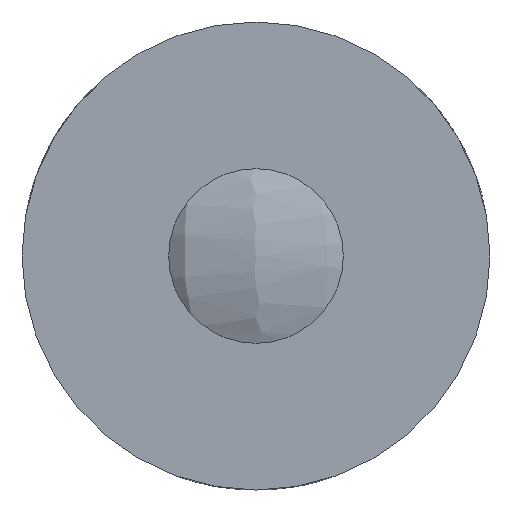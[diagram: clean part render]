
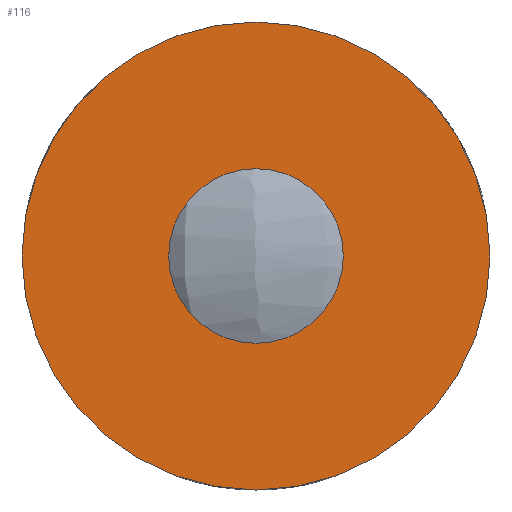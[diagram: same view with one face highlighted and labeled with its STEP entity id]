
A CAD part, left-side view. The second image highlights one B-rep face of the part: STEP entity #116.
In plain terms, the highlighted planar face has unit normal (-1, 0, 0).
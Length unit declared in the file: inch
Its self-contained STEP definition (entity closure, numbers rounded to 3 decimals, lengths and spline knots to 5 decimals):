
#12 = CARTESIAN_POINT ( 'NONE',  ( -2.375, 0., 0. ) ) ;
#15 = FACE_BOUND ( 'NONE', #374, .T. ) ;
#36 = VERTEX_POINT ( 'NONE', #106 ) ;
#106 = CARTESIAN_POINT ( 'NONE',  ( -2.375, 0., 0.13616 ) ) ;
#116 = ADVANCED_FACE ( 'NONE', ( #15, #407 ), #698, .T. ) ;
#140 = DIRECTION ( 'NONE',  ( 0., 0., 1. ) ) ;
#168 = CIRCLE ( 'NONE', #693, 0.365 ) ;
#195 = ORIENTED_EDGE ( 'NONE', *, *, #749, .F. ) ;
#244 = DIRECTION ( 'NONE',  ( 1., 0., 0. ) ) ;
#324 = ORIENTED_EDGE ( 'NONE', *, *, #612, .T. ) ;
#350 = AXIS2_PLACEMENT_3D ( 'NONE', #710, #535, #636 ) ;
#374 = EDGE_LOOP ( 'NONE', ( #324 ) ) ;
#400 = AXIS2_PLACEMENT_3D ( 'NONE', #418, #649, #140 ) ;
#407 = FACE_OUTER_BOUND ( 'NONE', #661, .T. ) ;
#418 = CARTESIAN_POINT ( 'NONE',  ( -2.375, 0., 0. ) ) ;
#443 = CARTESIAN_POINT ( 'NONE',  ( -2.375, 0., -0.365 ) ) ;
#474 = DIRECTION ( 'NONE',  ( 0., 0., -1. ) ) ;
#535 = DIRECTION ( 'NONE',  ( -1., 0., 0. ) ) ;
#612 = EDGE_CURVE ( 'NONE', #36, #36, #634, .T. ) ;
#634 = CIRCLE ( 'NONE', #400, 0.13616 ) ;
#636 = DIRECTION ( 'NONE',  ( 0., 0., 1. ) ) ;
#649 = DIRECTION ( 'NONE',  ( 1., 0., 0. ) ) ;
#661 = EDGE_LOOP ( 'NONE', ( #195 ) ) ;
#693 = AXIS2_PLACEMENT_3D ( 'NONE', #12, #244, #474 ) ;
#698 = PLANE ( 'NONE',  #350 ) ;
#710 = CARTESIAN_POINT ( 'NONE',  ( -2.375, 0., 0. ) ) ;
#720 = VERTEX_POINT ( 'NONE', #443 ) ;
#749 = EDGE_CURVE ( 'NONE', #720, #720, #168, .T. ) ;
